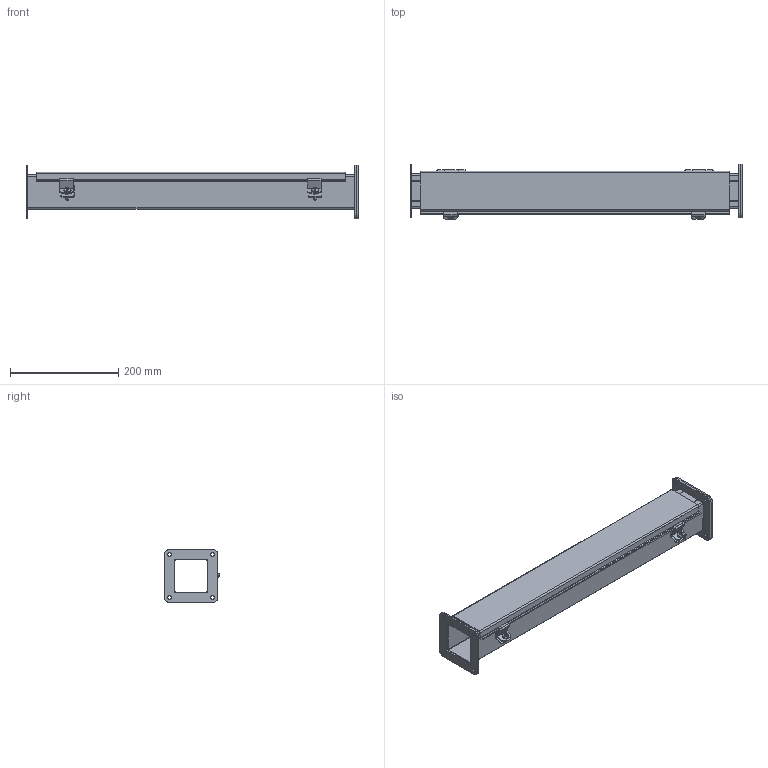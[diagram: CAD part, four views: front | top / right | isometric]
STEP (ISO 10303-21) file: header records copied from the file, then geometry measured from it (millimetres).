
FILE_DESCRIPTION (( 'STEP AP203' ), '1' );
FILE_NAME ('1487B24.step', '2024-04-25T14:24:24', ( '' ), ( '' ), 'SwSTEP 2.0', 'SolidWorks 2023', '' );
FILE_SCHEMA (( 'CONFIG_CONTROL_DESIGN' ));
Length unit declared in the file: inch
Products named in the file (1): 1487B24
Bounding box: 612.77 x 101.73 x 98.45 mm (x, y, z)
Volume: 414481.7 mm3; surface area: 443235.8 mm2
Topology: 19 solids, 19 shells, 406 faces, 1062 edges, 696 vertices
Faces by surface type: plane 222, cylinder 146, bspline 26, cone 12
Entity records: 13773 total; most frequent: CARTESIAN_POINT 3595, ORIENTED_EDGE 2108, DIRECTION 2074, EDGE_CURVE 1054, AXIS2_PLACEMENT_3D 703, VERTEX_POINT 696, LINE 668, VECTOR 668
